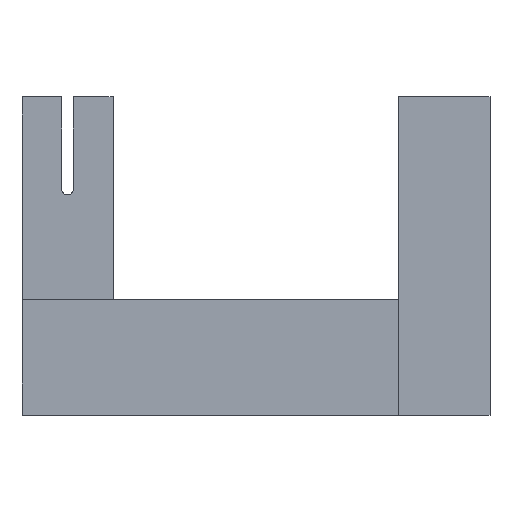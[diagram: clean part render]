
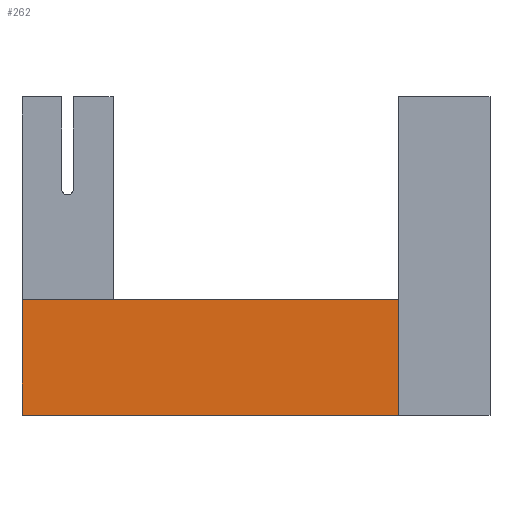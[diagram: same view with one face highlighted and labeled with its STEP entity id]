
A CAD part, front view. The second image highlights one B-rep face of the part: STEP entity #262.
In plain terms, the highlighted planar face has unit normal (0, -1, 0).
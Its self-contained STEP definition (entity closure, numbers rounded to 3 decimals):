
#1=DIRECTION('',(1.,0.,0.));
#2=VECTOR('',#1,16.35);
#3=CARTESIAN_POINT('',(-10.15,-0.145,2.5));
#4=LINE('',#3,#2);
#5=DIRECTION('',(0.,0.,-1.));
#6=VECTOR('',#5,5.);
#7=CARTESIAN_POINT('',(6.2,-0.145,2.5));
#8=LINE('',#7,#6);
#9=DIRECTION('',(-1.,0.,0.));
#10=VECTOR('',#9,16.35);
#11=CARTESIAN_POINT('',(6.2,-0.145,-2.5));
#12=LINE('',#11,#10);
#13=DIRECTION('',(0.,0.,1.));
#14=VECTOR('',#13,5.);
#15=CARTESIAN_POINT('',(-10.15,-0.145,-2.5));
#16=LINE('',#15,#14);
#187=CARTESIAN_POINT('',(-10.15,-0.145,-2.5));
#188=CARTESIAN_POINT('',(-10.15,-0.145,2.5));
#189=VERTEX_POINT('',#187);
#190=VERTEX_POINT('',#188);
#225=CARTESIAN_POINT('',(6.2,-0.145,2.5));
#227=VERTEX_POINT('',#225);
#229=CARTESIAN_POINT('',(6.2,-0.145,-2.5));
#230=VERTEX_POINT('',#229);
#247=CARTESIAN_POINT('',(0.,-0.145,0.));
#248=DIRECTION('',(0.,1.,0.));
#249=DIRECTION('',(1.,0.,0.));
#250=AXIS2_PLACEMENT_3D('',#247,#248,#249);
#251=PLANE('',#250);
#253=ORIENTED_EDGE('',*,*,#252,.T.);
#255=ORIENTED_EDGE('',*,*,#254,.T.);
#257=ORIENTED_EDGE('',*,*,#256,.T.);
#259=ORIENTED_EDGE('',*,*,#258,.T.);
#260=EDGE_LOOP('',(#253,#255,#257,#259));
#261=FACE_OUTER_BOUND('',#260,.F.);
#252=EDGE_CURVE('',#190,#227,#4,.T.);
#254=EDGE_CURVE('',#227,#230,#8,.T.);
#256=EDGE_CURVE('',#230,#189,#12,.T.);
#258=EDGE_CURVE('',#189,#190,#16,.T.);
#262=ADVANCED_FACE('',(#261),#251,.F.);
